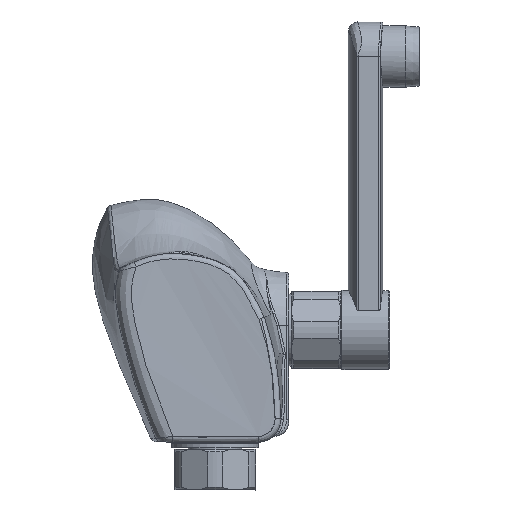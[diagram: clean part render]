
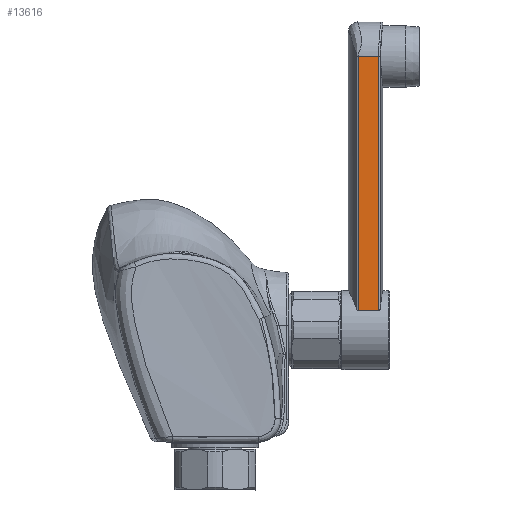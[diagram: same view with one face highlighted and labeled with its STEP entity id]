
A CAD part, left-side view. The second image highlights one B-rep face of the part: STEP entity #13616.
In plain terms, the highlighted planar face has unit normal (-1, 0, 0).
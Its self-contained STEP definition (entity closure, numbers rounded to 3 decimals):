
#264 = CARTESIAN_POINT ( 'NONE',  ( -12.65, -51.873, 158.414 ) ) ;
#1824 = FACE_OUTER_BOUND ( 'NONE', #17019, .T. ) ;
#3560 = AXIS2_PLACEMENT_3D ( 'NONE', #9437, #4518, #15761 ) ;
#3627 = LINE ( 'NONE', #20332, #3848 ) ;
#3848 = VECTOR ( 'NONE', #19167, 1000. ) ;
#4518 = DIRECTION ( 'NONE',  ( -1., 0., 0. ) ) ;
#5082 = EDGE_CURVE ( 'NONE', #6615, #11973, #5316, .T. ) ;
#5316 = B_SPLINE_CURVE_WITH_KNOTS ( 'NONE', 3,
 ( #16066, #19095, #20645, #11466 ),
 .UNSPECIFIED., .F., .F.,
 ( 4, 4 ),
 ( 0., 0.999 ),
 .UNSPECIFIED. ) ;
#5717 = LINE ( 'NONE', #7640, #20006 ) ;
#5797 = ORIENTED_EDGE ( 'NONE', *, *, #11825, .T. ) ;
#6284 = VERTEX_POINT ( 'NONE', #17012 ) ;
#6615 = VERTEX_POINT ( 'NONE', #264 ) ;
#7640 = CARTESIAN_POINT ( 'NONE',  ( -12.65, -59.326, 171.062 ) ) ;
#9437 = CARTESIAN_POINT ( 'NONE',  ( -12.65, -51.457, 171.064 ) ) ;
#11081 = PLANE ( 'NONE',  #3560 ) ;
#11466 = CARTESIAN_POINT ( 'NONE',  ( -12.65, -51.854, 65.151 ) ) ;
#11568 = ORIENTED_EDGE ( 'NONE', *, *, #5082, .T. ) ;
#11825 = EDGE_CURVE ( 'NONE', #6284, #12514, #5717, .T. ) ;
#11973 = VERTEX_POINT ( 'NONE', #17594 ) ;
#12242 = CARTESIAN_POINT ( 'NONE',  ( -12.65, 107.449, 158.447 ) ) ;
#12514 = VERTEX_POINT ( 'NONE', #15910 ) ;
#13486 = ORIENTED_EDGE ( 'NONE', *, *, #18585, .F. ) ;
#13616 = ADVANCED_FACE ( 'NONE', ( #1824 ), #11081, .T. ) ;
#14257 = EDGE_CURVE ( 'NONE', #6284, #11973, #3627, .T. ) ;
#15761 = DIRECTION ( 'NONE',  ( 0., 1., 0. ) ) ;
#15910 = CARTESIAN_POINT ( 'NONE',  ( -12.65, -59.323, 158.412 ) ) ;
#16066 = CARTESIAN_POINT ( 'NONE',  ( -12.65, -51.873, 158.414 ) ) ;
#16842 = DIRECTION ( 'NONE',  ( 0., -1., 0. ) ) ;
#16863 = ORIENTED_EDGE ( 'NONE', *, *, #14257, .F. ) ;
#17012 = CARTESIAN_POINT ( 'NONE',  ( -12.65, -59.303, 65.149 ) ) ;
#17019 = EDGE_LOOP ( 'NONE', ( #16863, #5797, #13486, #11568 ) ) ;
#17080 = DIRECTION ( 'NONE',  ( 0., 0., 1. ) ) ;
#17525 = LINE ( 'NONE', #12242, #20164 ) ;
#17594 = CARTESIAN_POINT ( 'NONE',  ( -12.65, -51.854, 65.151 ) ) ;
#18585 = EDGE_CURVE ( 'NONE', #6615, #12514, #17525, .T. ) ;
#19095 = CARTESIAN_POINT ( 'NONE',  ( -12.65, -51.867, 127.326 ) ) ;
#19167 = DIRECTION ( 'NONE',  ( 0., 1., 0. ) ) ;
#20006 = VECTOR ( 'NONE', #17080, 1000. ) ;
#20164 = VECTOR ( 'NONE', #16842, 1000. ) ;
#20332 = CARTESIAN_POINT ( 'NONE',  ( -12.65, -32.231, 65.155 ) ) ;
#20645 = CARTESIAN_POINT ( 'NONE',  ( -12.65, -51.86, 96.239 ) ) ;
